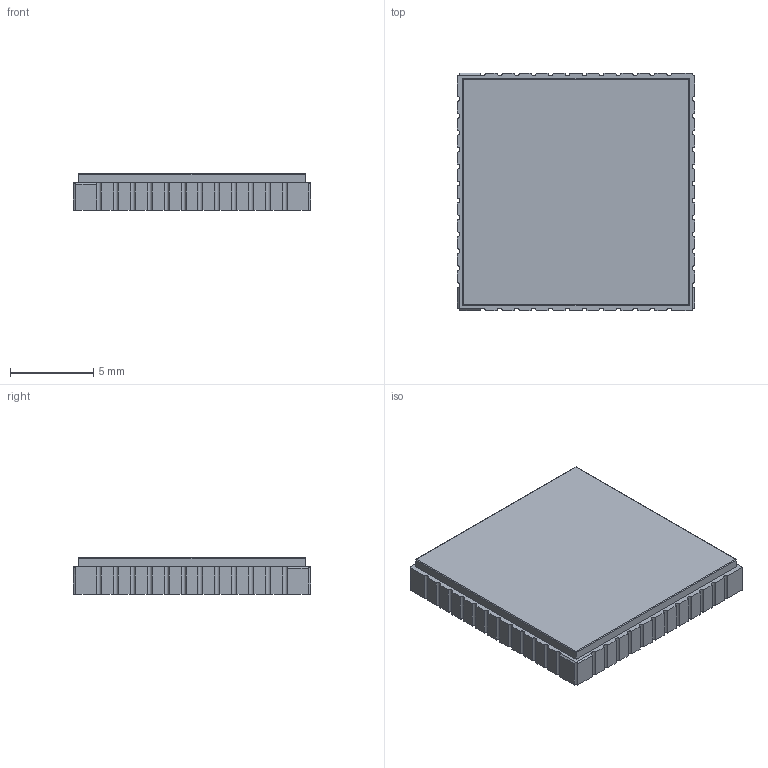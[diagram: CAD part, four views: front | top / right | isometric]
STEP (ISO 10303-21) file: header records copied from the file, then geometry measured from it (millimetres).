
FILE_DESCRIPTION((''),'2;1');
FILE_NAME('ONSEMI_PYTHON_NOIP1SN1300A','2021-09-07T17:14:35',('silo-mech'),(''),'CREO PARAMETRIC BY PTC INC, 2020454','CREO PARAMETRIC BY PTC INC, 2020454','');
FILE_SCHEMA(('CONFIG_CONTROL_DESIGN'));
Length unit declared in the file: millimetre
Products named in the file (1): ONSEMI_PYTHON_NOIP1SN1300A
Bounding box: 14.22 x 14.22 x 2.2 mm (x, y, z)
Volume: 356.2 mm3; surface area: 959.5 mm2
Topology: 2 solids, 2 shells, 175 faces, 530 edges, 364 vertices
Faces by surface type: plane 111, cylinder 60, cone 4
Entity records: 6100 total; most frequent: CARTESIAN_POINT 1133, ORIENTED_EDGE 1060, DIRECTION 1032, EDGE_CURVE 530, VERTEX_POINT 364, VECTOR 354, LINE 354, AXIS2_PLACEMENT_3D 339
